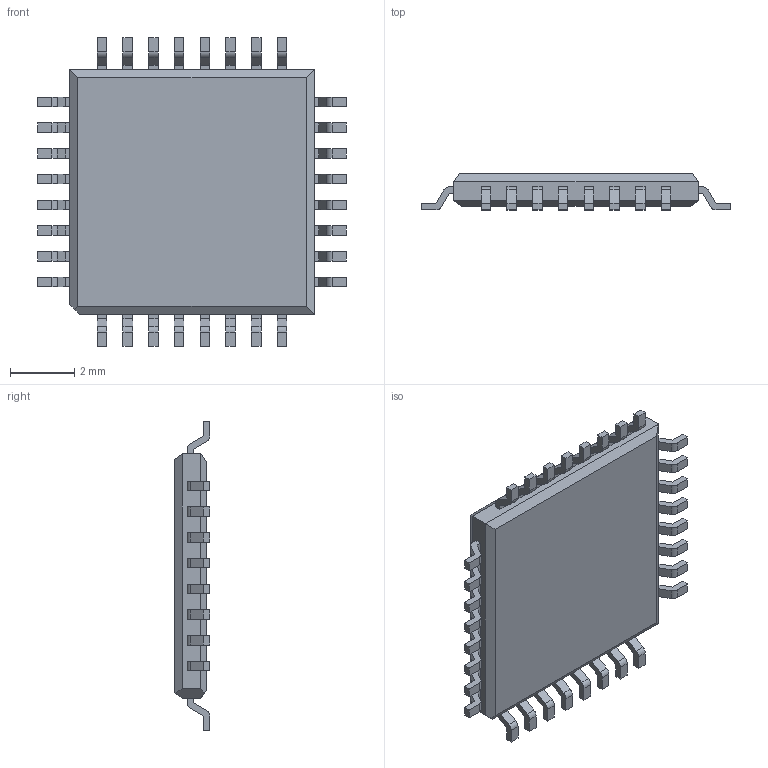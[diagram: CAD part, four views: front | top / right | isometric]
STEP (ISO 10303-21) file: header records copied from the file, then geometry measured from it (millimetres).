
FILE_DESCRIPTION (( 'STEP AP214' ), '1' );
FILE_NAME ('D4EBAF1B-39E1-4AA6-86AC-680A4EB93DC3.STEP', '2009-04-20T11:13:35', ( 'SysAdmin' ), ( 'SolidWorks' ), 'SwSTEP 2.0', 'SolidWorks 2009', '' );
FILE_SCHEMA (( 'AUTOMOTIVE_DESIGN' ));
Length unit declared in the file: millimetre
Products named in the file (1): D4EBAF1B-39E1-4AA6-86AC-680A4EB93DC3
Bounding box: 9.6 x 1.11 x 9.6 mm (x, y, z)
Volume: 58.8 mm3; surface area: 179.3 mm2
Topology: 1 solids, 1 shells, 463 faces, 1248 edges, 830 vertices
Faces by surface type: plane 373, cylinder 64, bspline 26
Entity records: 20946 total; most frequent: CARTESIAN_POINT 4232, ORIENTED_EDGE 2496, DIRECTION 2200, EDGE_CURVE 1248, LINE 1068, VECTOR 1068, VERTEX_POINT 830, AXIS2_PLACEMENT_3D 566
